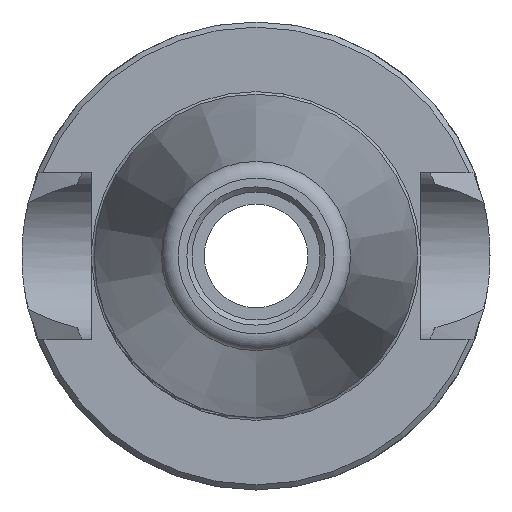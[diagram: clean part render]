
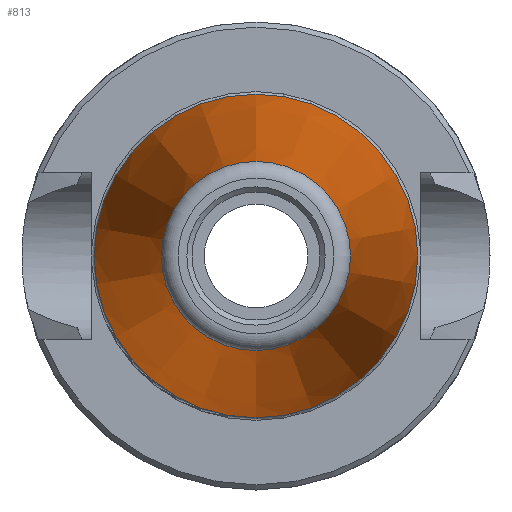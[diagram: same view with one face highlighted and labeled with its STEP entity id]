
A CAD part, left-side view. The second image highlights one B-rep face of the part: STEP entity #813.
In plain terms, the highlighted conical face has half-angle 7.973 degrees and reference radius 15.875 mm.
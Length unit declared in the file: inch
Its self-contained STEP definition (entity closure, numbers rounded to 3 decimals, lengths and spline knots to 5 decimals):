
#67=CONICAL_SURFACE('',#910,0.625,0.139);
#120=FACE_OUTER_BOUND('',#176,.T.);
#176=EDGE_LOOP('',(#626,#627,#628,#629,#630,#631));
#219=LINE('',#1357,#259);
#259=VECTOR('',#1098,0.625);
#313=CIRCLE('',#906,0.36534);
#314=CIRCLE('',#907,0.36534);
#316=CIRCLE('',#911,0.625);
#317=CIRCLE('',#912,0.625);
#372=VERTEX_POINT('',#1345);
#373=VERTEX_POINT('',#1347);
#375=VERTEX_POINT('',#1354);
#376=VERTEX_POINT('',#1355);
#465=EDGE_CURVE('',#372,#373,#313,.T.);
#466=EDGE_CURVE('',#373,#372,#314,.T.);
#468=EDGE_CURVE('',#375,#376,#316,.T.);
#469=EDGE_CURVE('',#376,#373,#219,.T.);
#470=EDGE_CURVE('',#376,#375,#317,.T.);
#626=ORIENTED_EDGE('',*,*,#468,.T.);
#627=ORIENTED_EDGE('',*,*,#469,.T.);
#628=ORIENTED_EDGE('',*,*,#465,.F.);
#629=ORIENTED_EDGE('',*,*,#466,.F.);
#630=ORIENTED_EDGE('',*,*,#469,.F.);
#631=ORIENTED_EDGE('',*,*,#470,.T.);
#813=ADVANCED_FACE('',(#120),#67,.T.);
#906=AXIS2_PLACEMENT_3D('',#1348,#1086,#1087);
#907=AXIS2_PLACEMENT_3D('',#1349,#1088,#1089);
#910=AXIS2_PLACEMENT_3D('',#1353,#1094,#1095);
#911=AXIS2_PLACEMENT_3D('',#1356,#1096,#1097);
#912=AXIS2_PLACEMENT_3D('',#1358,#1099,#1100);
#1086=DIRECTION('center_axis',(-1.,0.,0.));
#1087=DIRECTION('ref_axis',(0.,0.,-1.));
#1088=DIRECTION('center_axis',(-1.,0.,0.));
#1089=DIRECTION('ref_axis',(0.,0.,-1.));
#1094=DIRECTION('center_axis',(1.,0.,0.));
#1095=DIRECTION('ref_axis',(0.,0.,-1.));
#1096=DIRECTION('center_axis',(-1.,0.,0.));
#1097=DIRECTION('ref_axis',(0.,0.,1.));
#1098=DIRECTION('',(-0.99,0.,-0.139));
#1099=DIRECTION('center_axis',(-1.,0.,0.));
#1100=DIRECTION('ref_axis',(0.,0.,1.));
#1345=CARTESIAN_POINT('',(-1.85402,0.,-0.36534));
#1347=CARTESIAN_POINT('',(-1.85402,0.,0.36534));
#1348=CARTESIAN_POINT('Origin',(-1.85402,0.,0.));
#1349=CARTESIAN_POINT('Origin',(-1.85402,0.,0.));
#1353=CARTESIAN_POINT('Origin',(0.,0.,0.));
#1354=CARTESIAN_POINT('',(0.,0.,-0.625));
#1355=CARTESIAN_POINT('',(0.,0.,0.625));
#1356=CARTESIAN_POINT('Origin',(0.,0.,0.));
#1357=CARTESIAN_POINT('',(0.,0.,0.625));
#1358=CARTESIAN_POINT('Origin',(0.,0.,0.));
